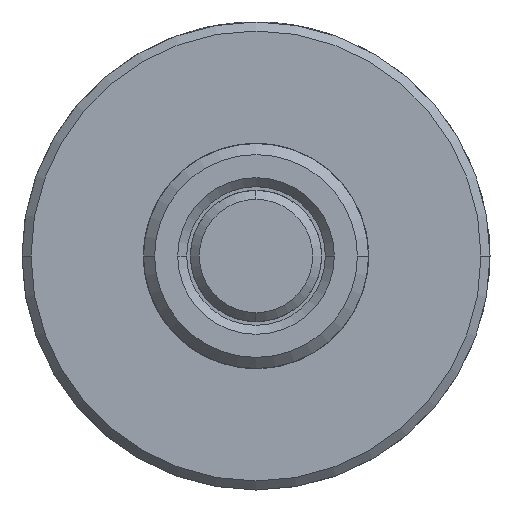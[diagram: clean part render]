
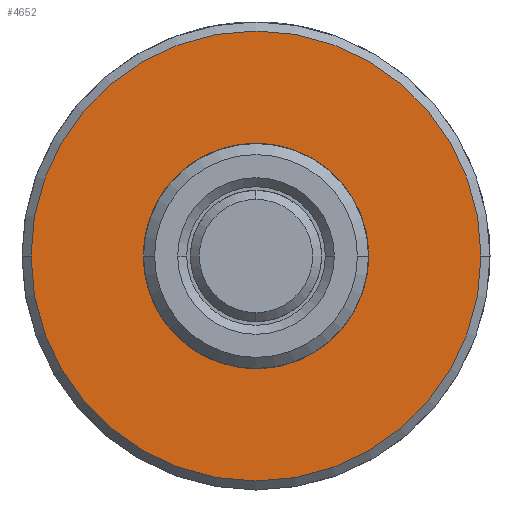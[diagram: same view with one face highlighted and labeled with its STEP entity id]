
A CAD part, left-side view. The second image highlights one B-rep face of the part: STEP entity #4652.
In plain terms, the highlighted planar face has unit normal (-1, 0, 0).
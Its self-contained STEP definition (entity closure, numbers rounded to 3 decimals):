
#116 = CARTESIAN_POINT ( 'NONE',  ( 16.764, 0., 0. ) ) ;
#128 = CARTESIAN_POINT ( 'NONE',  ( 16.764, 0., 0. ) ) ;
#187 = DIRECTION ( 'NONE',  ( 0., 0., -1. ) ) ;
#335 = EDGE_CURVE ( 'NONE', #2589, #3652, #3302, .T. ) ;
#598 = EDGE_LOOP ( 'NONE', ( #5196, #5242 ) ) ;
#837 = CARTESIAN_POINT ( 'NONE',  ( 16.764, 0., 9.493 ) ) ;
#990 = DIRECTION ( 'NONE',  ( 1., 0., 0. ) ) ;
#1018 = FACE_OUTER_BOUND ( 'NONE', #598, .T. ) ;
#1269 = ORIENTED_EDGE ( 'NONE', *, *, #335, .T. ) ;
#1273 = CARTESIAN_POINT ( 'NONE',  ( 16.764, 0., -19.05 ) ) ;
#1611 = AXIS2_PLACEMENT_3D ( 'NONE', #2666, #4369, #1825 ) ;
#1773 = DIRECTION ( 'NONE',  ( 0., 0., -1. ) ) ;
#1825 = DIRECTION ( 'NONE',  ( 0., 0., -1. ) ) ;
#1859 = DIRECTION ( 'NONE',  ( 1., 0., 0. ) ) ;
#2104 = CARTESIAN_POINT ( 'NONE',  ( 16.764, 0., -9.493 ) ) ;
#2180 = AXIS2_PLACEMENT_3D ( 'NONE', #4871, #2671, #1773 ) ;
#2437 = AXIS2_PLACEMENT_3D ( 'NONE', #128, #990, #187 ) ;
#2589 = VERTEX_POINT ( 'NONE', #837 ) ;
#2614 = DIRECTION ( 'NONE',  ( 0., 0., -1. ) ) ;
#2624 = CIRCLE ( 'NONE', #2180, 9.493 ) ;
#2657 = PLANE ( 'NONE',  #2437 ) ;
#2666 = CARTESIAN_POINT ( 'NONE',  ( 16.764, 0., 0. ) ) ;
#2671 = DIRECTION ( 'NONE',  ( 1., 0., 0. ) ) ;
#3094 = DIRECTION ( 'NONE',  ( 0., 0., -1. ) ) ;
#3302 = CIRCLE ( 'NONE', #1611, 9.493 ) ;
#3434 = CIRCLE ( 'NONE', #4146, 19.05 ) ;
#3514 = DIRECTION ( 'NONE',  ( 1., 0., 0. ) ) ;
#3560 = VERTEX_POINT ( 'NONE', #1273 ) ;
#3652 = VERTEX_POINT ( 'NONE', #2104 ) ;
#3881 = AXIS2_PLACEMENT_3D ( 'NONE', #116, #3514, #3094 ) ;
#3934 = EDGE_LOOP ( 'NONE', ( #4334, #1269 ) ) ;
#3942 = FACE_BOUND ( 'NONE', #3934, .T. ) ;
#4146 = AXIS2_PLACEMENT_3D ( 'NONE', #5200, #1859, #2614 ) ;
#4300 = CARTESIAN_POINT ( 'NONE',  ( 16.764, 0., 19.05 ) ) ;
#4326 = CIRCLE ( 'NONE', #3881, 19.05 ) ;
#4334 = ORIENTED_EDGE ( 'NONE', *, *, #5374, .T. ) ;
#4369 = DIRECTION ( 'NONE',  ( 1., 0., 0. ) ) ;
#4652 = ADVANCED_FACE ( 'NONE', ( #1018, #3942 ), #2657, .F. ) ;
#4853 = VERTEX_POINT ( 'NONE', #4300 ) ;
#4871 = CARTESIAN_POINT ( 'NONE',  ( 16.764, 0., 0. ) ) ;
#5196 = ORIENTED_EDGE ( 'NONE', *, *, #5472, .F. ) ;
#5200 = CARTESIAN_POINT ( 'NONE',  ( 16.764, 0., 0. ) ) ;
#5242 = ORIENTED_EDGE ( 'NONE', *, *, #5405, .F. ) ;
#5374 = EDGE_CURVE ( 'NONE', #3652, #2589, #2624, .T. ) ;
#5405 = EDGE_CURVE ( 'NONE', #3560, #4853, #3434, .T. ) ;
#5472 = EDGE_CURVE ( 'NONE', #4853, #3560, #4326, .T. ) ;
